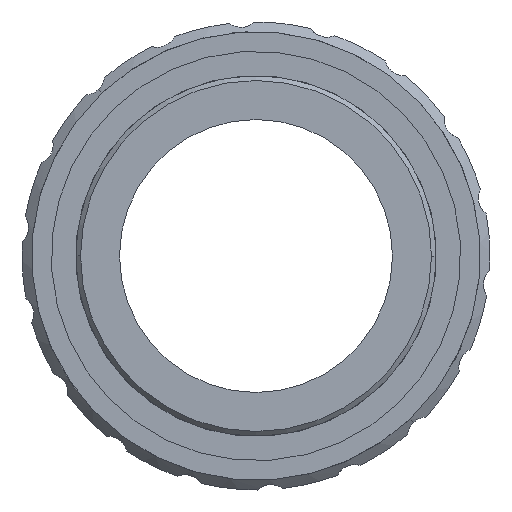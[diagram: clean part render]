
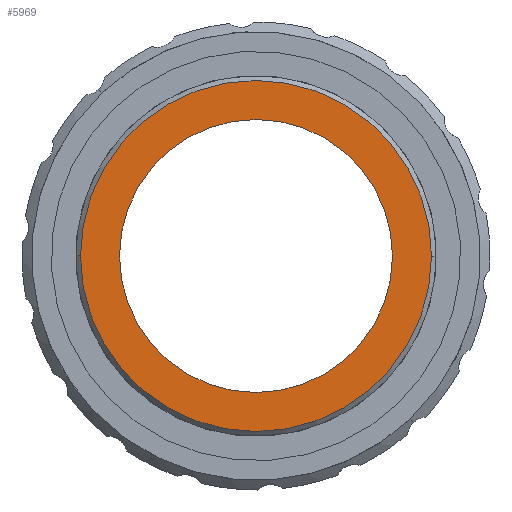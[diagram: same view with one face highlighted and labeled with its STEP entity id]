
A CAD part, front view. The second image highlights one B-rep face of the part: STEP entity #5969.
In plain terms, the highlighted planar face has unit normal (0, -1, 0).
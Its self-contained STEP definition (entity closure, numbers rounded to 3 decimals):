
#23 = VERTEX_POINT ( 'NONE', #2428 ) ;
#281 = CARTESIAN_POINT ( 'NONE',  ( 5.982, -28.549, 62.903 ) ) ;
#899 = ORIENTED_EDGE ( 'NONE', *, *, #5506, .T. ) ;
#1046 = DIRECTION ( 'NONE',  ( -1., 0., 0.001 ) ) ;
#1199 = ORIENTED_EDGE ( 'NONE', *, *, #9971, .F. ) ;
#1493 = VERTEX_POINT ( 'NONE', #8218 ) ;
#1978 = CARTESIAN_POINT ( 'NONE',  ( -8.028, -28.549, 44.911 ) ) ;
#2028 = DIRECTION ( 'NONE',  ( 0., 1., 0. ) ) ;
#2428 = CARTESIAN_POINT ( 'NONE',  ( 23.972, -28.549, 44.893 ) ) ;
#3645 = AXIS2_PLACEMENT_3D ( 'NONE', #5941, #9234, #5639 ) ;
#4062 = EDGE_CURVE ( 'NONE', #1493, #23, #8416, .T. ) ;
#4754 = DIRECTION ( 'NONE',  ( 0., -1., 0. ) ) ;
#5149 = CIRCLE ( 'NONE', #8251, 14. ) ;
#5153 = DIRECTION ( 'NONE',  ( -1., 0., 0.001 ) ) ;
#5287 = DIRECTION ( 'NONE',  ( 1., 0., -0.001 ) ) ;
#5473 = CIRCLE ( 'NONE', #6330, 14. ) ;
#5506 = EDGE_CURVE ( 'NONE', #23, #1493, #9984, .T. ) ;
#5639 = DIRECTION ( 'NONE',  ( -1., 0., 0.001 ) ) ;
#5684 = CARTESIAN_POINT ( 'NONE',  ( 19.972, -28.549, 44.895 ) ) ;
#5753 = ORIENTED_EDGE ( 'NONE', *, *, #10561, .F. ) ;
#5849 = CARTESIAN_POINT ( 'NONE',  ( 5.972, -28.549, 44.903 ) ) ;
#5930 = VERTEX_POINT ( 'NONE', #1978 ) ;
#5941 = CARTESIAN_POINT ( 'NONE',  ( 5.972, -28.549, 44.903 ) ) ;
#5969 = ADVANCED_FACE ( 'NONE', ( #7021, #6095 ), #5989, .F. ) ;
#5989 = PLANE ( 'NONE',  #6552 ) ;
#6019 = CARTESIAN_POINT ( 'NONE',  ( 5.972, -28.549, 44.903 ) ) ;
#6085 = EDGE_LOOP ( 'NONE', ( #899, #7421 ) ) ;
#6095 = FACE_OUTER_BOUND ( 'NONE', #6085, .T. ) ;
#6330 = AXIS2_PLACEMENT_3D ( 'NONE', #8102, #4754, #8045 ) ;
#6552 = AXIS2_PLACEMENT_3D ( 'NONE', #281, #2028, #5287 ) ;
#7021 = FACE_BOUND ( 'NONE', #10432, .T. ) ;
#7044 = AXIS2_PLACEMENT_3D ( 'NONE', #5849, #9879, #1046 ) ;
#7421 = ORIENTED_EDGE ( 'NONE', *, *, #4062, .T. ) ;
#8045 = DIRECTION ( 'NONE',  ( -1., 0., 0.001 ) ) ;
#8102 = CARTESIAN_POINT ( 'NONE',  ( 5.972, -28.549, 44.903 ) ) ;
#8218 = CARTESIAN_POINT ( 'NONE',  ( -12.028, -28.549, 44.913 ) ) ;
#8251 = AXIS2_PLACEMENT_3D ( 'NONE', #6019, #9300, #5153 ) ;
#8416 = CIRCLE ( 'NONE', #7044, 18. ) ;
#9156 = VERTEX_POINT ( 'NONE', #5684 ) ;
#9234 = DIRECTION ( 'NONE',  ( 0., -1., 0. ) ) ;
#9300 = DIRECTION ( 'NONE',  ( 0., -1., 0. ) ) ;
#9879 = DIRECTION ( 'NONE',  ( 0., -1., 0. ) ) ;
#9971 = EDGE_CURVE ( 'NONE', #5930, #9156, #5149, .T. ) ;
#9984 = CIRCLE ( 'NONE', #3645, 18. ) ;
#10432 = EDGE_LOOP ( 'NONE', ( #1199, #5753 ) ) ;
#10561 = EDGE_CURVE ( 'NONE', #9156, #5930, #5473, .T. ) ;
